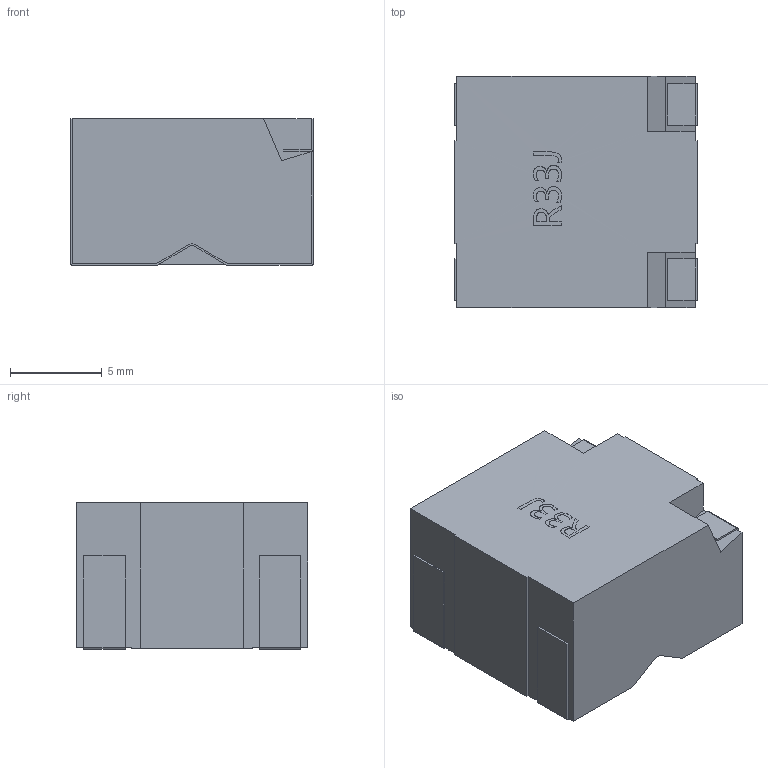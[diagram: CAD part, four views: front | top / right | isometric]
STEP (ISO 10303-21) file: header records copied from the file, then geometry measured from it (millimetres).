
FILE_DESCRIPTION (( 'STEP AP214' ), '1' );
FILE_NAME ('ETQP8M4R7JFA.STEP', '2022-07-12T05:18:27', ( '' ), ( '' ), 'SwSTEP 2.0', 'SolidWorks 2017', '' );
FILE_SCHEMA (( 'AUTOMOTIVE_DESIGN' ));
Length unit declared in the file: millimetre
Products named in the file (4): ETQP8M4R7JFA; L1; IND-SMD_L12.6-W13.2; COMPOUND_2
Assembly tree (3 placements, depth 4):
  ETQP8M4R7JFA
    L1
      IND-SMD_L12.6-W13.2
        COMPOUND_2
Bounding box: 13.2 x 12.61 x 8 mm (x, y, z)
Volume: 1279.4 mm3; surface area: 991.2 mm2
Topology: 3 solids, 3 shells, 430 faces, 1122 edges, 729 vertices
Faces by surface type: plane 270, bspline 146, cylinder 14
Entity records: 20850 total; most frequent: CARTESIAN_POINT 6437, ORIENTED_EDGE 2244, DIRECTION 1442, EDGE_CURVE 1122, VECTOR 802, LINE 802, VERTEX_POINT 729, EDGE_LOOP 461
